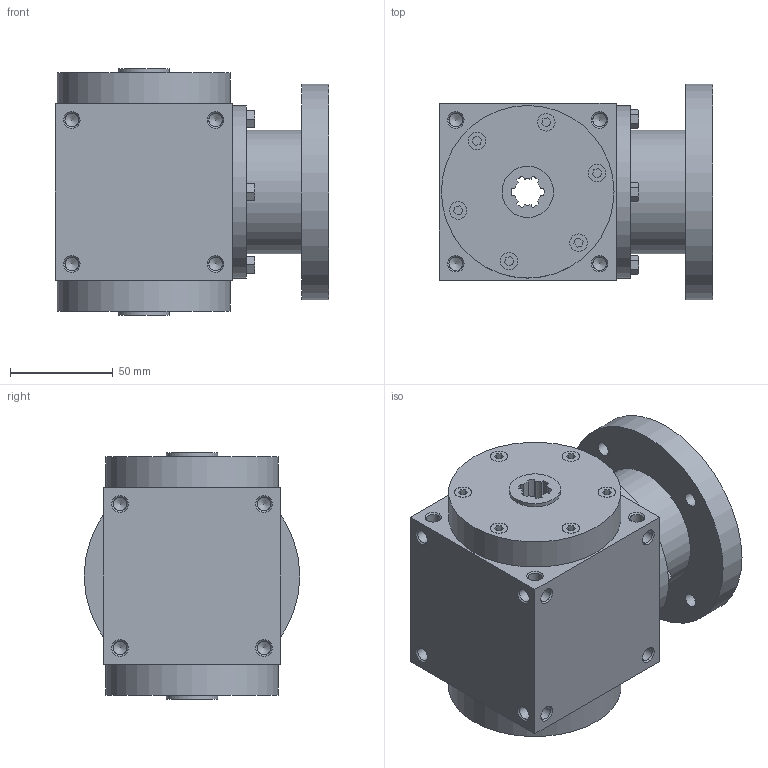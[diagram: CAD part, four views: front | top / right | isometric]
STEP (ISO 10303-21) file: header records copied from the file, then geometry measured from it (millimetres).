
FILE_DESCRIPTION( ( 'STEP AP214' ), '1' );
FILE_NAME( 'MRB86_MC2_R.1_2_71_B14.stp', '2018-08-14T07:38:24', ( '' ), ( '' ), ' ', 'PARTsolutions', ' ' );
FILE_SCHEMA( ( 'AUTOMOTIVE_DESIGN { 1 0 10303 214 1 1 1 1 }' ) );
Length unit declared in the file: millimetre
Products named in the file (4): MRB86_MC2_R.1/2_71/B14; _MRB8620-case; _MRX86_4-flange; _86-fl_screw
Assembly tree (6 placements, depth 2):
  MRB86_MC2_R.1/2_71/B14
    _MRB8620-case
    _MRX86_4-flange
    _86-fl_screw  x4
Bounding box: 133 x 105 x 120 mm (x, y, z)
Volume: 957474.6 mm3; surface area: 107425.3 mm2
Topology: 6 solids, 6 shells, 345 faces, 923 edges, 593 vertices
Faces by surface type: plane 174, cylinder 99, cone 72
Full cylindrical faces by diameter (mm): 6.647 x48, 7 x4, 8.5 x12, 21 x1, 24 x1, 25 x2, 60 x1, 70 x1, 84 x3, 105 x1
Entity records: 11054 total; most frequent: DIRECTION 1518, CARTESIAN_POINT 1482, ORIENTED_EDGE 1268, EDGE_CURVE 634, AXIS2_PLACEMENT_3D 586, VERTEX_POINT 486, EDGE_LOOP 470, FACE_OUTER_BOUND 377
